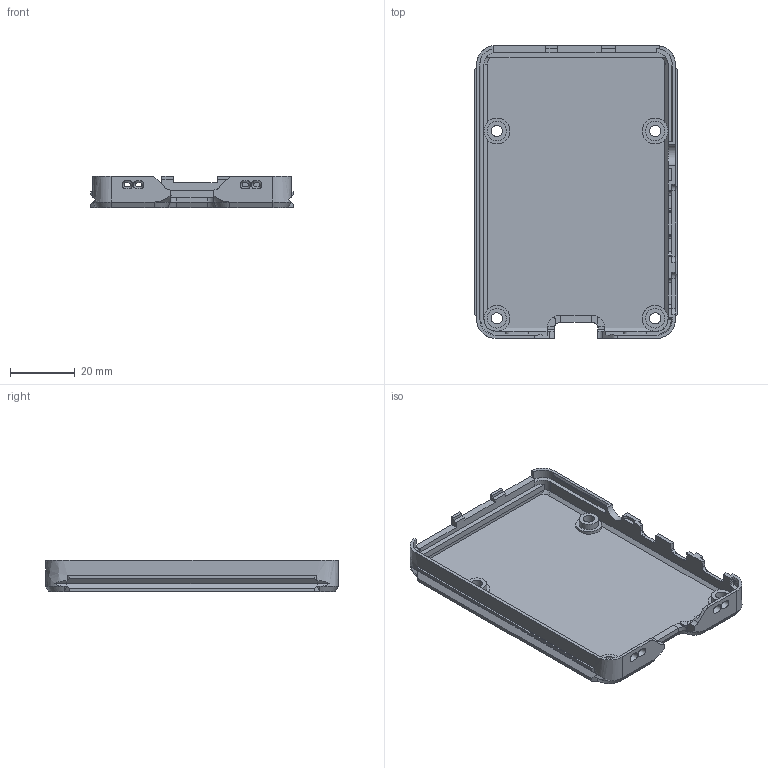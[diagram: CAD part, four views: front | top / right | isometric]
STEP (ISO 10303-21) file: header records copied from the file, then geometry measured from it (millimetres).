
FILE_DESCRIPTION(/* description */ (''),/* implementation_level */ '2;1');
FILE_NAME(/* name */ 'PySpectroscope_fixture_6',/* time_stamp */ '2025-08-02T16:54:26+02:00',/* author */ (''),/* organization */ (''),/* preprocessor_version */ 'ST-DEVELOPER v19.2',/* originating_system */ 'Rhino 8.22',/* authorisation */ '');
FILE_SCHEMA (('CONFIG_CONTROL_DESIGN'));
Length unit declared in the file: millimetre
Products named in the file (1): Document
Bounding box: 62.64 x 90.6 x 9.7 mm (x, y, z)
Surface area: 16065.4 mm2 (no closed solid volume)
Topology: 0 solids, 1 shells, 308 faces, 797 edges, 496 vertices
Faces by surface type: plane 208, cylinder 72, bspline 28
Full cylindrical faces by diameter (mm): 3.5 x4, 6 x4
Entity records: 9609 total; most frequent: CARTESIAN_POINT 3925, ORIENTED_EDGE 1593, EDGE_CURVE 798, B_SPLINE_CURVE_WITH_KNOTS 502, VERTEX_POINT 496, DIRECTION 445, AXIS2_PLACEMENT_3D 361, EDGE_LOOP 332
